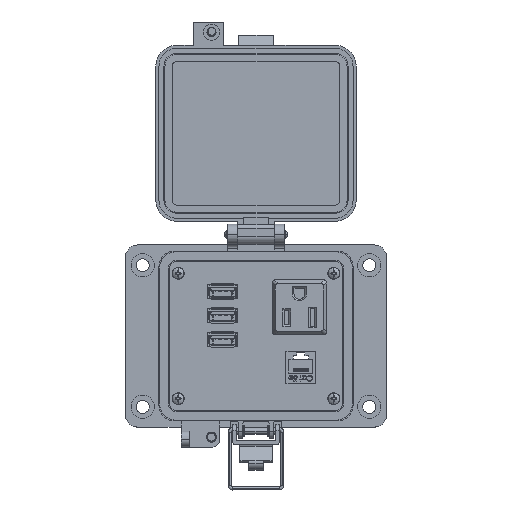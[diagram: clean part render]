
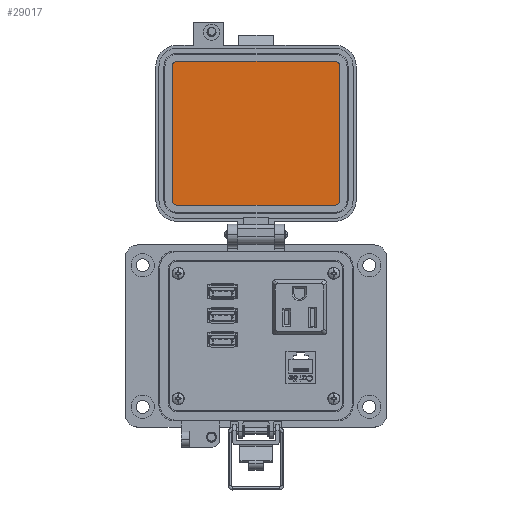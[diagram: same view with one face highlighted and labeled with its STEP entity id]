
A CAD part, top view. The second image highlights one B-rep face of the part: STEP entity #29017.
In plain terms, the highlighted planar face has unit normal (0, 0, 1).
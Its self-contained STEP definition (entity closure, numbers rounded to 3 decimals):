
#561 = EDGE_CURVE ( 'NONE', #31822, #67188, #12503, .T. ) ;
#1578 = ORIENTED_EDGE ( 'NONE', *, *, #51193, .F. ) ;
#2487 = CIRCLE ( 'NONE', #68417, 2.299 ) ;
#3492 = DIRECTION ( 'NONE',  ( 1., 0., 0. ) ) ;
#4165 = CARTESIAN_POINT ( 'NONE',  ( -44.769, 93.196, 19.202 ) ) ;
#4972 = ORIENTED_EDGE ( 'NONE', *, *, #74017, .F. ) ;
#5037 = EDGE_CURVE ( 'NONE', #26591, #30170, #25823, .T. ) ;
#5139 = CARTESIAN_POINT ( 'NONE',  ( 38.212, 60.004, 19.202 ) ) ;
#6818 = CARTESIAN_POINT ( 'NONE',  ( 38.212, 126.389, 19.202 ) ) ;
#7181 = CIRCLE ( 'NONE', #68332, 2.299 ) ;
#8512 = VECTOR ( 'NONE', #33444, 1000. ) ;
#9047 = VECTOR ( 'NONE', #23664, 1000. ) ;
#10908 = ORIENTED_EDGE ( 'NONE', *, *, #5037, .F. ) ;
#12503 = LINE ( 'NONE', #58556, #8512 ) ;
#16906 = DIRECTION ( 'NONE',  ( 0., 1., 0. ) ) ;
#19902 = CARTESIAN_POINT ( 'NONE',  ( 35.912, 60.004, 19.202 ) ) ;
#20769 = AXIS2_PLACEMENT_3D ( 'NONE', #72863, #34989, #79238 ) ;
#22504 = AXIS2_PLACEMENT_3D ( 'NONE', #68296, #30382, #74642 ) ;
#23010 = VECTOR ( 'NONE', #16906, 1000. ) ;
#23664 = DIRECTION ( 'NONE',  ( 0., -1., 0. ) ) ;
#24969 = ORIENTED_EDGE ( 'NONE', *, *, #561, .F. ) ;
#25823 = LINE ( 'NONE', #58914, #74345 ) ;
#25864 = PLANE ( 'NONE',  #29781 ) ;
#25940 = EDGE_CURVE ( 'NONE', #69874, #31822, #7181, .T. ) ;
#26253 = DIRECTION ( 'NONE',  ( 0., -1., 0. ) ) ;
#26591 = VERTEX_POINT ( 'NONE', #28120 ) ;
#27408 = DIRECTION ( 'NONE',  ( 1., 0., 0. ) ) ;
#28120 = CARTESIAN_POINT ( 'NONE',  ( -42.469, 128.688, 19.202 ) ) ;
#28625 = FACE_OUTER_BOUND ( 'NONE', #39770, .T. ) ;
#29017 = ADVANCED_FACE ( 'NONE', ( #28625 ), #25864, .T. ) ;
#29781 = AXIS2_PLACEMENT_3D ( 'NONE', #51044, #70128, #32253 ) ;
#30153 = VERTEX_POINT ( 'NONE', #33950 ) ;
#30170 = VERTEX_POINT ( 'NONE', #65732 ) ;
#30382 = DIRECTION ( 'NONE',  ( 0., 0., -1. ) ) ;
#31822 = VERTEX_POINT ( 'NONE', #72095 ) ;
#31956 = ORIENTED_EDGE ( 'NONE', *, *, #25940, .F. ) ;
#32253 = DIRECTION ( 'NONE',  ( -1., 0., 0. ) ) ;
#33444 = DIRECTION ( 'NONE',  ( -1., 0., 0. ) ) ;
#33950 = CARTESIAN_POINT ( 'NONE',  ( -44.769, 60.004, 19.202 ) ) ;
#34989 = DIRECTION ( 'NONE',  ( 0., 0., -1. ) ) ;
#35677 = CIRCLE ( 'NONE', #20769, 2.299 ) ;
#36436 = CARTESIAN_POINT ( 'NONE',  ( 38.212, 93.196, 19.202 ) ) ;
#38931 = EDGE_CURVE ( 'NONE', #79054, #69874, #44623, .T. ) ;
#39770 = EDGE_LOOP ( 'NONE', ( #31956, #56589, #63178, #10908, #1578, #65192, #4972, #24969 ) ) ;
#39859 = LINE ( 'NONE', #4165, #23010 ) ;
#41386 = DIRECTION ( 'NONE',  ( 0., 0., -1. ) ) ;
#44623 = LINE ( 'NONE', #36436, #9047 ) ;
#44933 = CARTESIAN_POINT ( 'NONE',  ( -42.469, 57.705, 19.202 ) ) ;
#46629 = VERTEX_POINT ( 'NONE', #69701 ) ;
#51044 = CARTESIAN_POINT ( 'NONE',  ( 39.871, 130.108, 19.202 ) ) ;
#51193 = EDGE_CURVE ( 'NONE', #46629, #26591, #74679, .T. ) ;
#56589 = ORIENTED_EDGE ( 'NONE', *, *, #38931, .F. ) ;
#58556 = CARTESIAN_POINT ( 'NONE',  ( -3.279, 57.705, 19.202 ) ) ;
#58914 = CARTESIAN_POINT ( 'NONE',  ( -3.279, 128.688, 19.202 ) ) ;
#63178 = ORIENTED_EDGE ( 'NONE', *, *, #65729, .F. ) ;
#64150 = EDGE_CURVE ( 'NONE', #30153, #46629, #39859, .T. ) ;
#64152 = DIRECTION ( 'NONE',  ( 0., 0., -1. ) ) ;
#65192 = ORIENTED_EDGE ( 'NONE', *, *, #64150, .F. ) ;
#65729 = EDGE_CURVE ( 'NONE', #30170, #79054, #35677, .T. ) ;
#65732 = CARTESIAN_POINT ( 'NONE',  ( 35.912, 128.688, 19.202 ) ) ;
#67188 = VERTEX_POINT ( 'NONE', #44933 ) ;
#68296 = CARTESIAN_POINT ( 'NONE',  ( -42.469, 126.389, 19.202 ) ) ;
#68332 = AXIS2_PLACEMENT_3D ( 'NONE', #19902, #64152, #26253 ) ;
#68417 = AXIS2_PLACEMENT_3D ( 'NONE', #79274, #41386, #3492 ) ;
#69701 = CARTESIAN_POINT ( 'NONE',  ( -44.769, 126.389, 19.202 ) ) ;
#69874 = VERTEX_POINT ( 'NONE', #5139 ) ;
#70128 = DIRECTION ( 'NONE',  ( 0., 0., 1. ) ) ;
#72095 = CARTESIAN_POINT ( 'NONE',  ( 35.912, 57.705, 19.202 ) ) ;
#72863 = CARTESIAN_POINT ( 'NONE',  ( 35.912, 126.389, 19.202 ) ) ;
#74017 = EDGE_CURVE ( 'NONE', #67188, #30153, #2487, .T. ) ;
#74345 = VECTOR ( 'NONE', #27408, 1000. ) ;
#74642 = DIRECTION ( 'NONE',  ( 0., -1., 0. ) ) ;
#74679 = CIRCLE ( 'NONE', #22504, 2.299 ) ;
#79054 = VERTEX_POINT ( 'NONE', #6818 ) ;
#79238 = DIRECTION ( 'NONE',  ( 1., 0., 0. ) ) ;
#79274 = CARTESIAN_POINT ( 'NONE',  ( -42.469, 60.004, 19.202 ) ) ;
